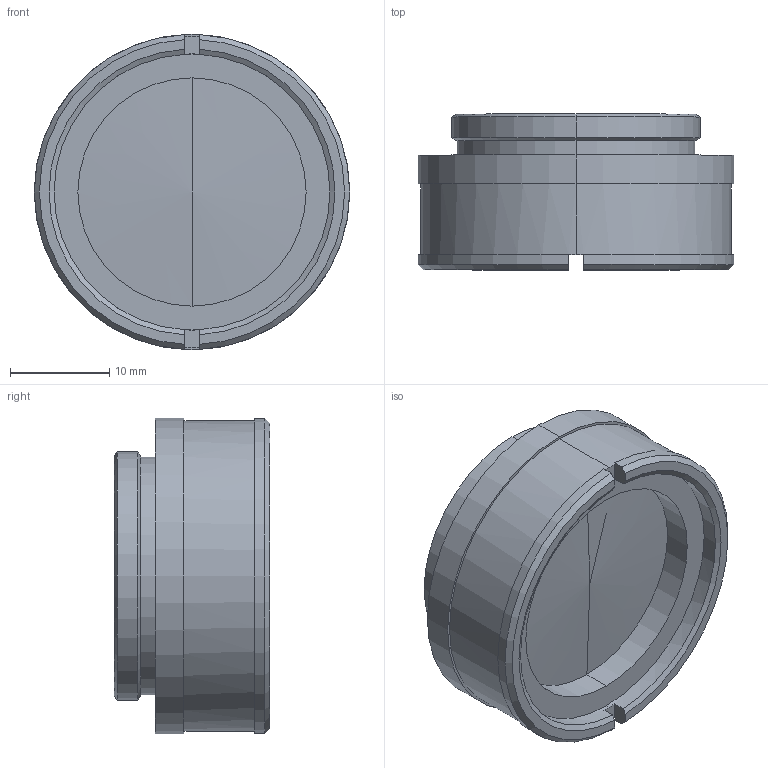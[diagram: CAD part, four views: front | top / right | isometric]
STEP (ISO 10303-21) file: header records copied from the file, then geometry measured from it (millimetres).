
FILE_DESCRIPTION (( 'STEP AP214' ), '1' );
FILE_NAME ('35-00-04-000 OUTLINE.STEP', '2012-11-15T21:32:23', ( '' ), ( '' ), 'SwSTEP 2.0', 'SolidWorks 2011', '' );
FILE_SCHEMA (( 'AUTOMOTIVE_DESIGN' ));
Length unit declared in the file: millimetre
Products named in the file (1): 35-00-04-000 OUTLINE
Bounding box: 31.75 x 15.66 x 31.75 mm (x, y, z)
Volume: 6868 mm3; surface area: 3808.1 mm2
Topology: 1 solids, 1 shells, 43 faces, 102 edges, 62 vertices
Faces by surface type: plane 15, cylinder 14, cone 14
Entity records: 1344 total; most frequent: CARTESIAN_POINT 252, DIRECTION 222, ORIENTED_EDGE 196, EDGE_CURVE 98, AXIS2_PLACEMENT_3D 92, VERTEX_POINT 62, CIRCLE 48, EDGE_LOOP 48
